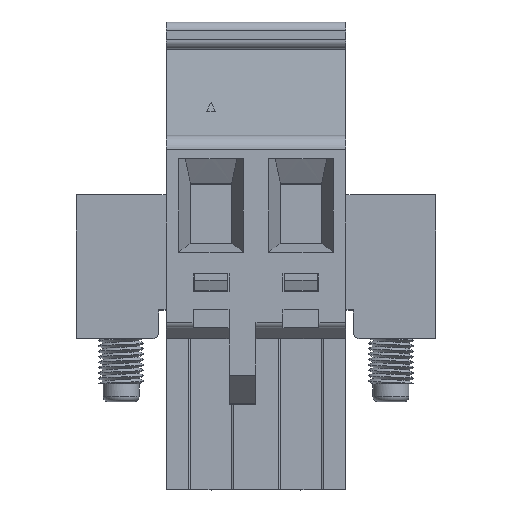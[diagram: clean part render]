
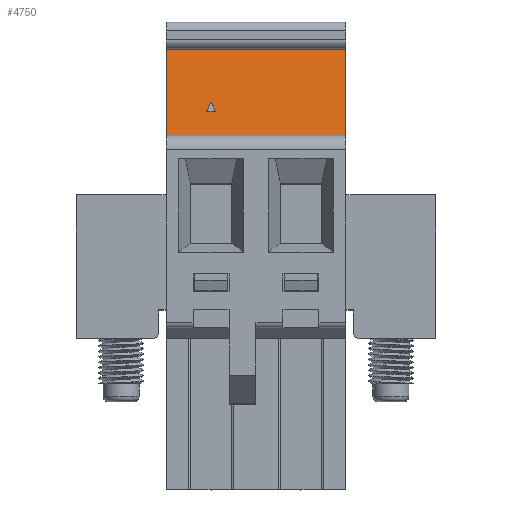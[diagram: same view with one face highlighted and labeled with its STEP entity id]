
A CAD part, top view. The second image highlights one B-rep face of the part: STEP entity #4750.
In plain terms, the highlighted planar face has unit normal (0, 0.144, 0.99).
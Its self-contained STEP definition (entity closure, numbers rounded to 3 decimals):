
#429 = EDGE_CURVE ( 'NONE', #1649, #13550, #21085, .T. ) ;
#1649 = VERTEX_POINT ( 'NONE', #24020 ) ;
#1738 = DIRECTION ( 'NONE',  ( -0.443, 0.887, -0.129 ) ) ;
#2707 = CARTESIAN_POINT ( 'NONE',  ( 2.75, 21.029, 10.806 ) ) ;
#2760 = DIRECTION ( 'NONE',  ( -1., 0., 0. ) ) ;
#4016 = ORIENTED_EDGE ( 'NONE', *, *, #23427, .F. ) ;
#4093 = DIRECTION ( 'NONE',  ( -1., 0., 0. ) ) ;
#4228 = VERTEX_POINT ( 'NONE', #2707 ) ;
#4750 = ADVANCED_FACE ( 'NONE', ( #6404, #18349 ), #26031, .T. ) ;
#6404 = FACE_BOUND ( 'NONE', #19713, .T. ) ;
#7090 = LINE ( 'NONE', #21748, #17767 ) ;
#7246 = ORIENTED_EDGE ( 'NONE', *, *, #8646, .F. ) ;
#8226 = VECTOR ( 'NONE', #24693, 1000. ) ;
#8646 = EDGE_CURVE ( 'NONE', #1649, #10113, #16497, .T. ) ;
#9273 = VECTOR ( 'NONE', #31208, 1000. ) ;
#9515 = CARTESIAN_POINT ( 'NONE',  ( 2.5, 21.529, 10.733 ) ) ;
#10113 = VERTEX_POINT ( 'NONE', #30812 ) ;
#10437 = VECTOR ( 'NONE', #17872, 1000. ) ;
#10516 = EDGE_CURVE ( 'NONE', #10113, #27191, #23876, .T. ) ;
#10834 = EDGE_CURVE ( 'NONE', #16899, #20151, #20202, .T. ) ;
#12116 = ORIENTED_EDGE ( 'NONE', *, *, #429, .T. ) ;
#13519 = CARTESIAN_POINT ( 'NONE',  ( 10., 24.5, 10.3 ) ) ;
#13550 = VERTEX_POINT ( 'NONE', #13519 ) ;
#15160 = LINE ( 'NONE', #24930, #10437 ) ;
#15348 = ORIENTED_EDGE ( 'NONE', *, *, #26883, .F. ) ;
#16491 = VECTOR ( 'NONE', #25901, 1000. ) ;
#16497 = LINE ( 'NONE', #18743, #17269 ) ;
#16899 = VERTEX_POINT ( 'NONE', #9515 ) ;
#17269 = VECTOR ( 'NONE', #4093, 1000. ) ;
#17767 = VECTOR ( 'NONE', #2760, 1000. ) ;
#17872 = DIRECTION ( 'NONE',  ( 1., 0., 0. ) ) ;
#18192 = DIRECTION ( 'NONE',  ( 0., 0.144, 0.99 ) ) ;
#18349 = FACE_OUTER_BOUND ( 'NONE', #30754, .T. ) ;
#18375 = CARTESIAN_POINT ( 'NONE',  ( 10., 24.5, 10.3 ) ) ;
#18743 = CARTESIAN_POINT ( 'NONE',  ( 10., 19.7, 11. ) ) ;
#19713 = EDGE_LOOP ( 'NONE', ( #15348, #4016, #23327 ) ) ;
#20151 = VERTEX_POINT ( 'NONE', #25961 ) ;
#20202 = LINE ( 'NONE', #29941, #8226 ) ;
#20637 = EDGE_CURVE ( 'NONE', #13550, #27191, #7090, .T. ) ;
#21085 = LINE ( 'NONE', #18375, #16491 ) ;
#21477 = CARTESIAN_POINT ( 'NONE',  ( 0., 24.5, 10.3 ) ) ;
#21748 = CARTESIAN_POINT ( 'NONE',  ( 10., 24.5, 10.3 ) ) ;
#22987 = CARTESIAN_POINT ( 'NONE',  ( 10., 24.5, 10.3 ) ) ;
#23327 = ORIENTED_EDGE ( 'NONE', *, *, #10834, .F. ) ;
#23427 = EDGE_CURVE ( 'NONE', #20151, #4228, #15160, .T. ) ;
#23876 = LINE ( 'NONE', #21477, #9273 ) ;
#24020 = CARTESIAN_POINT ( 'NONE',  ( 10., 19.7, 11. ) ) ;
#24693 = DIRECTION ( 'NONE',  ( -0.443, -0.887, 0.129 ) ) ;
#24930 = CARTESIAN_POINT ( 'NONE',  ( 10., 21.029, 10.806 ) ) ;
#25901 = DIRECTION ( 'NONE',  ( 0., 0.99, -0.144 ) ) ;
#25961 = CARTESIAN_POINT ( 'NONE',  ( 2.25, 21.029, 10.806 ) ) ;
#26031 = PLANE ( 'NONE',  #26337 ) ;
#26227 = ORIENTED_EDGE ( 'NONE', *, *, #20637, .T. ) ;
#26337 = AXIS2_PLACEMENT_3D ( 'NONE', #22987, #18192, #30488 ) ;
#26868 = VECTOR ( 'NONE', #1738, 1000. ) ;
#26883 = EDGE_CURVE ( 'NONE', #4228, #16899, #31235, .T. ) ;
#27191 = VERTEX_POINT ( 'NONE', #29392 ) ;
#29392 = CARTESIAN_POINT ( 'NONE',  ( 0., 24.5, 10.3 ) ) ;
#29941 = CARTESIAN_POINT ( 'NONE',  ( 5.168, 26.866, 9.955 ) ) ;
#30195 = ORIENTED_EDGE ( 'NONE', *, *, #10516, .F. ) ;
#30488 = DIRECTION ( 'NONE',  ( 0., -0.99, 0.144 ) ) ;
#30754 = EDGE_LOOP ( 'NONE', ( #7246, #12116, #26227, #30195 ) ) ;
#30812 = CARTESIAN_POINT ( 'NONE',  ( 0., 19.7, 11. ) ) ;
#31077 = CARTESIAN_POINT ( 'NONE',  ( 2.781, 20.966, 10.815 ) ) ;
#31208 = DIRECTION ( 'NONE',  ( 0., 0.99, -0.144 ) ) ;
#31235 = LINE ( 'NONE', #31077, #26868 ) ;
